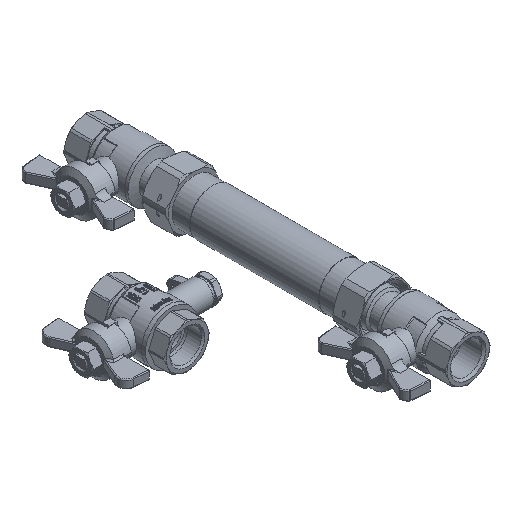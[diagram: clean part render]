
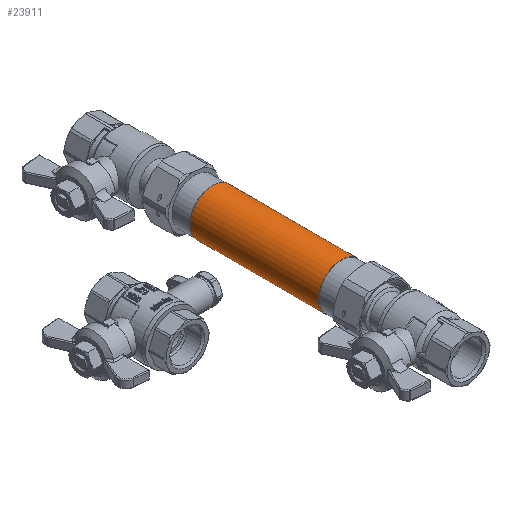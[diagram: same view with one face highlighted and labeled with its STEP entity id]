
A CAD part, isometric view. The second image highlights one B-rep face of the part: STEP entity #23911.
In plain terms, the highlighted cylindrical face has radius 13.45 mm (diameter 26.9 mm), a full revolution.
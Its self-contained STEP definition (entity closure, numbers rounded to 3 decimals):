
#7131=ORIENTED_EDGE('',*,*,#13833,.T.);
#7132=ORIENTED_EDGE('',*,*,#13834,.F.);
#13833=EDGE_CURVE('',#17315,#17315,#19625,.T.);
#13834=EDGE_CURVE('',#17316,#17316,#19626,.T.);
#17315=VERTEX_POINT('',#50332);
#17316=VERTEX_POINT('',#50334);
#19625=CIRCLE('',#33659,13.45);
#19626=CIRCLE('',#33660,13.45);
#20476=EDGE_LOOP('',(#7131));
#20477=EDGE_LOOP('',(#7132));
#22131=FACE_BOUND('',#20476,.T.);
#22132=FACE_BOUND('',#20477,.T.);
#23479=CYLINDRICAL_SURFACE('',#33658,13.45);
#23911=ADVANCED_FACE('',(#22131,#22132),#23479,.T.);
#33658=AXIS2_PLACEMENT_3D('',#50330,#37882,#37883);
#33659=AXIS2_PLACEMENT_3D('',#50331,#37884,#37885);
#33660=AXIS2_PLACEMENT_3D('',#50333,#37886,#37887);
#37882=DIRECTION('',(0.,1.,0.));
#37883=DIRECTION('',(0.,0.,1.));
#37884=DIRECTION('',(0.,1.,0.));
#37885=DIRECTION('',(1.,0.,0.));
#37886=DIRECTION('',(0.,1.,0.));
#37887=DIRECTION('',(0.,0.,-1.));
#50330=CARTESIAN_POINT('',(0.,-55.,0.));
#50331=CARTESIAN_POINT('',(0.,-38.,0.));
#50332=CARTESIAN_POINT('',(13.45,-38.,0.));
#50333=CARTESIAN_POINT('',(0.,38.,0.));
#50334=CARTESIAN_POINT('',(0.,38.,-13.45));
